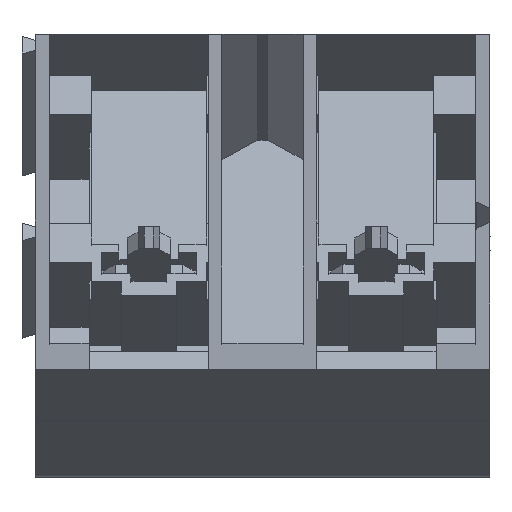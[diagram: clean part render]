
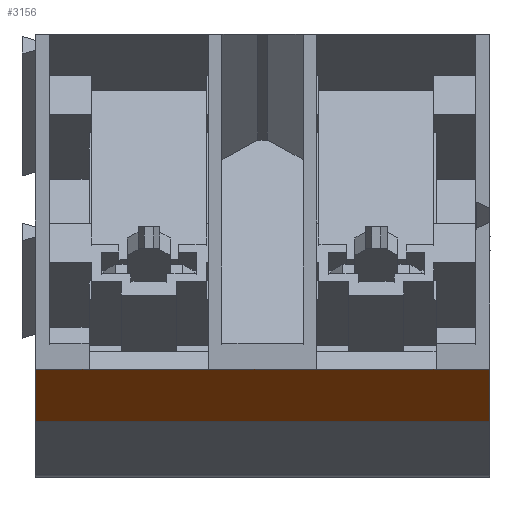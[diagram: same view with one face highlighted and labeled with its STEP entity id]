
A CAD part, front view. The second image highlights one B-rep face of the part: STEP entity #3156.
In plain terms, the highlighted planar face has unit normal (0, -0.574, -0.819).
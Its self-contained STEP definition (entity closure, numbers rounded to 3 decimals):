
#354 = DIRECTION ( 'NONE',  ( 0., -0.574, -0.819 ) ) ;
#554 = DIRECTION ( 'NONE',  ( 0., -0.819, 0.574 ) ) ;
#812 = VECTOR ( 'NONE', #11872, 1000. ) ;
#1415 = CARTESIAN_POINT ( 'NONE',  ( 2.26, 0., 2.18 ) ) ;
#2336 = CARTESIAN_POINT ( 'NONE',  ( 19.04, 0., 2.18 ) ) ;
#2346 = DIRECTION ( 'NONE',  ( 1., 0., 0. ) ) ;
#2676 = EDGE_CURVE ( 'NONE', #4496, #32717, #9461, .T. ) ;
#2954 = CARTESIAN_POINT ( 'NONE',  ( 19.04, 0., 2.18 ) ) ;
#3156 = ADVANCED_FACE ( 'NONE', ( #5449 ), #21058, .T. ) ;
#4015 = DIRECTION ( 'NONE',  ( -1., 0., 0. ) ) ;
#4496 = VERTEX_POINT ( 'NONE', #2336 ) ;
#4588 = CARTESIAN_POINT ( 'NONE',  ( 7.26, 0., 2.18 ) ) ;
#4635 = ORIENTED_EDGE ( 'NONE', *, *, #22524, .F. ) ;
#4802 = CARTESIAN_POINT ( 'NONE',  ( 11.78, 0., 2.18 ) ) ;
#5005 = VERTEX_POINT ( 'NONE', #25584 ) ;
#5449 = FACE_OUTER_BOUND ( 'NONE', #26110, .T. ) ;
#5928 = VECTOR ( 'NONE', #554, 1000. ) ;
#6173 = ORIENTED_EDGE ( 'NONE', *, *, #7719, .T. ) ;
#7037 = EDGE_CURVE ( 'NONE', #14910, #25883, #14639, .T. ) ;
#7719 = EDGE_CURVE ( 'NONE', #5005, #4496, #10702, .T. ) ;
#7743 = DIRECTION ( 'NONE',  ( 0., -0.819, 0.574 ) ) ;
#8646 = CARTESIAN_POINT ( 'NONE',  ( 0., 0., 2.18 ) ) ;
#9336 = VECTOR ( 'NONE', #12041, 1000. ) ;
#9461 = LINE ( 'NONE', #14484, #11687 ) ;
#10702 = LINE ( 'NONE', #29860, #5928 ) ;
#11687 = VECTOR ( 'NONE', #4015, 1000. ) ;
#11872 = DIRECTION ( 'NONE',  ( -1., 0., 0. ) ) ;
#12041 = DIRECTION ( 'NONE',  ( 1., 0., 0. ) ) ;
#12078 = ORIENTED_EDGE ( 'NONE', *, *, #2676, .T. ) ;
#12271 = AXIS2_PLACEMENT_3D ( 'NONE', #29342, #354, #18376 ) ;
#12540 = ORIENTED_EDGE ( 'NONE', *, *, #21077, .F. ) ;
#13175 = EDGE_CURVE ( 'NONE', #14155, #32717, #24073, .T. ) ;
#13824 = CARTESIAN_POINT ( 'NONE',  ( 2.26, 0., 2.18 ) ) ;
#13978 = CARTESIAN_POINT ( 'NONE',  ( 16.78, 0., 2.18 ) ) ;
#14155 = VERTEX_POINT ( 'NONE', #4802 ) ;
#14391 = ORIENTED_EDGE ( 'NONE', *, *, #7037, .F. ) ;
#14484 = CARTESIAN_POINT ( 'NONE',  ( 19.04, 0., 2.18 ) ) ;
#14639 = LINE ( 'NONE', #1415, #9336 ) ;
#14910 = VERTEX_POINT ( 'NONE', #13824 ) ;
#14997 = EDGE_CURVE ( 'NONE', #14910, #33339, #24027, .T. ) ;
#15332 = LINE ( 'NONE', #26095, #18112 ) ;
#16347 = VECTOR ( 'NONE', #21047, 1000. ) ;
#16762 = LINE ( 'NONE', #22080, #812 ) ;
#17889 = CARTESIAN_POINT ( 'NONE',  ( 0., 3.113, 0. ) ) ;
#18112 = VECTOR ( 'NONE', #34364, 1000. ) ;
#18376 = DIRECTION ( 'NONE',  ( 0., 0.819, -0.574 ) ) ;
#18769 = CARTESIAN_POINT ( 'NONE',  ( 11.78, 0., 2.18 ) ) ;
#20556 = LINE ( 'NONE', #23720, #24742 ) ;
#20951 = ORIENTED_EDGE ( 'NONE', *, *, #27215, .T. ) ;
#21047 = DIRECTION ( 'NONE',  ( -1., 0., 0. ) ) ;
#21058 = PLANE ( 'NONE',  #12271 ) ;
#21077 = EDGE_CURVE ( 'NONE', #5005, #26722, #16762, .T. ) ;
#22080 = CARTESIAN_POINT ( 'NONE',  ( 19.04, 3.113, 0. ) ) ;
#22524 = EDGE_CURVE ( 'NONE', #26722, #33339, #20556, .T. ) ;
#23720 = CARTESIAN_POINT ( 'NONE',  ( 0., 3.113, 0. ) ) ;
#23723 = VECTOR ( 'NONE', #2346, 1000. ) ;
#24027 = LINE ( 'NONE', #2954, #16347 ) ;
#24073 = LINE ( 'NONE', #18769, #23723 ) ;
#24742 = VECTOR ( 'NONE', #7743, 1000. ) ;
#25584 = CARTESIAN_POINT ( 'NONE',  ( 19.04, 3.113, 0. ) ) ;
#25883 = VERTEX_POINT ( 'NONE', #4588 ) ;
#26095 = CARTESIAN_POINT ( 'NONE',  ( 19.04, 0., 2.18 ) ) ;
#26110 = EDGE_LOOP ( 'NONE', ( #4635, #12540, #6173, #12078, #29613, #20951, #14391, #32024 ) ) ;
#26722 = VERTEX_POINT ( 'NONE', #17889 ) ;
#27215 = EDGE_CURVE ( 'NONE', #14155, #25883, #15332, .T. ) ;
#29342 = CARTESIAN_POINT ( 'NONE',  ( 19.04, 3.113, 0. ) ) ;
#29613 = ORIENTED_EDGE ( 'NONE', *, *, #13175, .F. ) ;
#29860 = CARTESIAN_POINT ( 'NONE',  ( 19.04, 3.113, 0. ) ) ;
#32024 = ORIENTED_EDGE ( 'NONE', *, *, #14997, .T. ) ;
#32717 = VERTEX_POINT ( 'NONE', #13978 ) ;
#33339 = VERTEX_POINT ( 'NONE', #8646 ) ;
#34364 = DIRECTION ( 'NONE',  ( -1., 0., 0. ) ) ;
